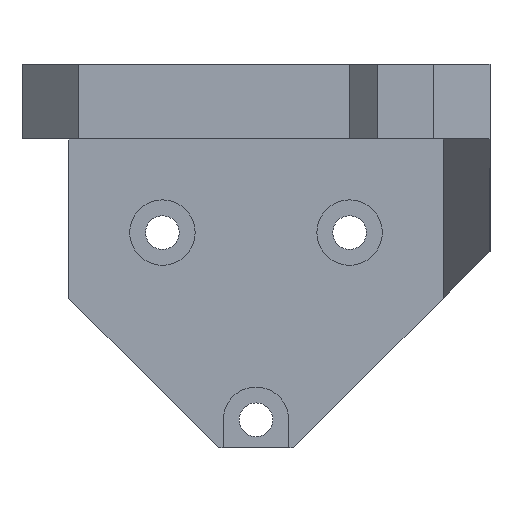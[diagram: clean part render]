
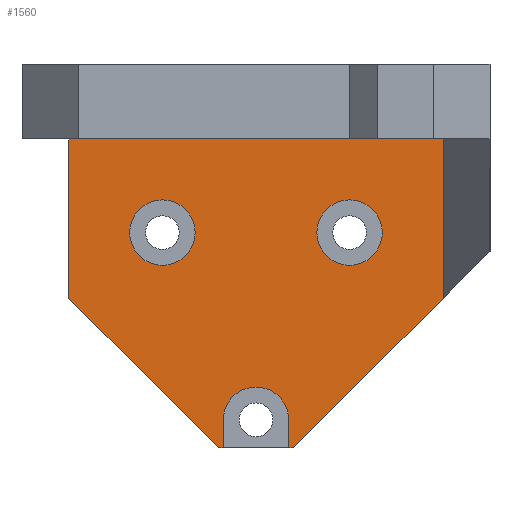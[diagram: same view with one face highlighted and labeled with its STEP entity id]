
A CAD part, front view. The second image highlights one B-rep face of the part: STEP entity #1560.
In plain terms, the highlighted planar face has unit normal (0, -1, 0).
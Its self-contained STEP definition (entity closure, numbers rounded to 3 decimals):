
#3 = VERTEX_POINT ( 'NONE', #1421 ) ;
#9 = EDGE_CURVE ( 'NONE', #3, #473, #1485, .T. ) ;
#14 = EDGE_CURVE ( 'NONE', #924, #23, #1493, .T. ) ;
#23 = VERTEX_POINT ( 'NONE', #1392 ) ;
#44 = ORIENTED_EDGE ( 'NONE', *, *, #14, .T. ) ;
#45 = VERTEX_POINT ( 'NONE', #1347 ) ;
#74 = EDGE_CURVE ( 'NONE', #156, #23, #1453, .T. ) ;
#94 = ORIENTED_EDGE ( 'NONE', *, *, #799, .F. ) ;
#126 = ORIENTED_EDGE ( 'NONE', *, *, #1625, .F. ) ;
#133 = AXIS2_PLACEMENT_3D ( 'NONE', #271, #686, #1577 ) ;
#140 = CARTESIAN_POINT ( 'NONE',  ( -3.5, -8., -33. ) ) ;
#141 = CARTESIAN_POINT ( 'NONE',  ( 3.75, -8., -33. ) ) ;
#151 = CARTESIAN_POINT ( 'NONE',  ( 12., -8., -25. ) ) ;
#156 = VERTEX_POINT ( 'NONE', #1180 ) ;
#163 = VERTEX_POINT ( 'NONE', #1063 ) ;
#185 = DIRECTION ( 'NONE',  ( -1., 0., 0. ) ) ;
#188 = DIRECTION ( 'NONE',  ( 0., 0., -1. ) ) ;
#193 = DIRECTION ( 'NONE',  ( 0., 1., 0. ) ) ;
#205 = ORIENTED_EDGE ( 'NONE', *, *, #74, .F. ) ;
#207 = DIRECTION ( 'NONE',  ( 0., 1., 0. ) ) ;
#211 = EDGE_CURVE ( 'NONE', #163, #1589, #1367, .T. ) ;
#212 = CARTESIAN_POINT ( 'NONE',  ( -10., -8., -10. ) ) ;
#227 = CARTESIAN_POINT ( 'NONE',  ( 20., -8., -17. ) ) ;
#245 = DIRECTION ( 'NONE',  ( 0., 0., 1. ) ) ;
#248 = DIRECTION ( 'NONE',  ( 0., -1., 0. ) ) ;
#249 = CARTESIAN_POINT ( 'NONE',  ( 0., -8., -30. ) ) ;
#271 = CARTESIAN_POINT ( 'NONE',  ( 0., -8., 0. ) ) ;
#310 = CARTESIAN_POINT ( 'NONE',  ( -12., -8., -25. ) ) ;
#335 = AXIS2_PLACEMENT_3D ( 'NONE', #249, #248, #245 ) ;
#339 = VECTOR ( 'NONE', #1297, 1000. ) ;
#341 = LINE ( 'NONE', #141, #339 ) ;
#349 = EDGE_LOOP ( 'NONE', ( #94, #1372, #1301, #1503, #1134, #1340, #632, #504, #126, #44, #205 ) ) ;
#358 = VECTOR ( 'NONE', #185, 1000. ) ;
#370 = ORIENTED_EDGE ( 'NONE', *, *, #211, .T. ) ;
#380 = DIRECTION ( 'NONE',  ( 0., 0., 1. ) ) ;
#388 = LINE ( 'NONE', #1303, #358 ) ;
#413 = FACE_BOUND ( 'NONE', #1023, .T. ) ;
#416 = CARTESIAN_POINT ( 'NONE',  ( -20., -8., -8.5 ) ) ;
#433 = FACE_BOUND ( 'NONE', #853, .T. ) ;
#434 = FACE_OUTER_BOUND ( 'NONE', #349, .T. ) ;
#459 = LINE ( 'NONE', #867, #463 ) ;
#462 = CARTESIAN_POINT ( 'NONE',  ( -20., -8., 0. ) ) ;
#463 = VECTOR ( 'NONE', #926, 1000. ) ;
#471 = ORIENTED_EDGE ( 'NONE', *, *, #1294, .T. ) ;
#473 = VERTEX_POINT ( 'NONE', #664 ) ;
#504 = ORIENTED_EDGE ( 'NONE', *, *, #1079, .F. ) ;
#540 = VERTEX_POINT ( 'NONE', #635 ) ;
#560 = VERTEX_POINT ( 'NONE', #576 ) ;
#576 = CARTESIAN_POINT ( 'NONE',  ( -4., -8., -33. ) ) ;
#621 = VECTOR ( 'NONE', #740, 1000. ) ;
#632 = ORIENTED_EDGE ( 'NONE', *, *, #673, .F. ) ;
#635 = CARTESIAN_POINT ( 'NONE',  ( -10., -8., -13.5 ) ) ;
#639 = LINE ( 'NONE', #151, #621 ) ;
#659 = DIRECTION ( 'NONE',  ( -0.707, 0., 0.707 ) ) ;
#664 = CARTESIAN_POINT ( 'NONE',  ( 3.5, -8., -33. ) ) ;
#673 = EDGE_CURVE ( 'NONE', #45, #1210, #1120, .T. ) ;
#677 = CIRCLE ( 'NONE', #1280, 3.5 ) ;
#680 = CARTESIAN_POINT ( 'NONE',  ( 20., -8., 0. ) ) ;
#681 = VECTOR ( 'NONE', #814, 1000. ) ;
#686 = DIRECTION ( 'NONE',  ( 0., 1., 0. ) ) ;
#693 = LINE ( 'NONE', #897, #681 ) ;
#696 = CIRCLE ( 'NONE', #1437, 3.5 ) ;
#710 = DIRECTION ( 'NONE',  ( 0., 1., 0. ) ) ;
#740 = DIRECTION ( 'NONE',  ( -0.707, 0., -0.707 ) ) ;
#751 = CARTESIAN_POINT ( 'NONE',  ( 4., -8., -33. ) ) ;
#778 = CIRCLE ( 'NONE', #1562, 3.5 ) ;
#799 = EDGE_CURVE ( 'NONE', #3, #156, #1046, .T. ) ;
#814 = DIRECTION ( 'NONE',  ( 1., 0., 0. ) ) ;
#833 = DIRECTION ( 'NONE',  ( 0., 0., -1. ) ) ;
#846 = VECTOR ( 'NONE', #659, 1000. ) ;
#853 = EDGE_LOOP ( 'NONE', ( #471, #1547 ) ) ;
#866 = LINE ( 'NONE', #310, #846 ) ;
#867 = CARTESIAN_POINT ( 'NONE',  ( 20., -8., -8.5 ) ) ;
#897 = CARTESIAN_POINT ( 'NONE',  ( 0., -8., 0. ) ) ;
#907 = AXIS2_PLACEMENT_3D ( 'NONE', #998, #996, #994 ) ;
#924 = VERTEX_POINT ( 'NONE', #140 ) ;
#926 = DIRECTION ( 'NONE',  ( 0., 0., -1. ) ) ;
#994 = DIRECTION ( 'NONE',  ( 0., 0., -1. ) ) ;
#996 = DIRECTION ( 'NONE',  ( 0., 1., 0. ) ) ;
#998 = CARTESIAN_POINT ( 'NONE',  ( 10., -8., -10. ) ) ;
#1023 = EDGE_LOOP ( 'NONE', ( #370, #1279 ) ) ;
#1046 = CIRCLE ( 'NONE', #335, 3.5 ) ;
#1063 = CARTESIAN_POINT ( 'NONE',  ( 10., -8., -13.5 ) ) ;
#1064 = CARTESIAN_POINT ( 'NONE',  ( 10., -8., -10. ) ) ;
#1079 = EDGE_CURVE ( 'NONE', #560, #45, #866, .T. ) ;
#1112 = VERTEX_POINT ( 'NONE', #1579 ) ;
#1120 = LINE ( 'NONE', #416, #1123 ) ;
#1123 = VECTOR ( 'NONE', #380, 1000. ) ;
#1134 = ORIENTED_EDGE ( 'NONE', *, *, #1487, .F. ) ;
#1180 = CARTESIAN_POINT ( 'NONE',  ( 0., -8., -26.5 ) ) ;
#1189 = AXIS2_PLACEMENT_3D ( 'NONE', #1231, #1217, #1215 ) ;
#1192 = CARTESIAN_POINT ( 'NONE',  ( 10., -8., -6.5 ) ) ;
#1210 = VERTEX_POINT ( 'NONE', #462 ) ;
#1215 = DIRECTION ( 'NONE',  ( 0., 0., 1. ) ) ;
#1217 = DIRECTION ( 'NONE',  ( 0., -1., 0. ) ) ;
#1218 = EDGE_CURVE ( 'NONE', #1112, #540, #778, .T. ) ;
#1231 = CARTESIAN_POINT ( 'NONE',  ( 0., -8., -30. ) ) ;
#1264 = PLANE ( 'NONE',  #133 ) ;
#1278 = VERTEX_POINT ( 'NONE', #680 ) ;
#1279 = ORIENTED_EDGE ( 'NONE', *, *, #1302, .T. ) ;
#1280 = AXIS2_PLACEMENT_3D ( 'NONE', #1454, #207, #833 ) ;
#1288 = EDGE_CURVE ( 'NONE', #1210, #1278, #693, .T. ) ;
#1292 = VERTEX_POINT ( 'NONE', #751 ) ;
#1294 = EDGE_CURVE ( 'NONE', #540, #1112, #677, .T. ) ;
#1297 = DIRECTION ( 'NONE',  ( -1., 0., 0. ) ) ;
#1301 = ORIENTED_EDGE ( 'NONE', *, *, #1627, .F. ) ;
#1302 = EDGE_CURVE ( 'NONE', #1589, #163, #696, .T. ) ;
#1303 = CARTESIAN_POINT ( 'NONE',  ( -3.75, -8., -33. ) ) ;
#1340 = ORIENTED_EDGE ( 'NONE', *, *, #1288, .F. ) ;
#1341 = EDGE_CURVE ( 'NONE', #1374, #1292, #639, .T. ) ;
#1347 = CARTESIAN_POINT ( 'NONE',  ( -20., -8., -17. ) ) ;
#1367 = CIRCLE ( 'NONE', #907, 3.5 ) ;
#1372 = ORIENTED_EDGE ( 'NONE', *, *, #9, .T. ) ;
#1374 = VERTEX_POINT ( 'NONE', #227 ) ;
#1392 = CARTESIAN_POINT ( 'NONE',  ( -3.5, -8., -30. ) ) ;
#1402 = CARTESIAN_POINT ( 'NONE',  ( -3.5, -8., -31.5 ) ) ;
#1404 = DIRECTION ( 'NONE',  ( 0., 0., -1. ) ) ;
#1421 = CARTESIAN_POINT ( 'NONE',  ( 3.5, -8., -30. ) ) ;
#1434 = CARTESIAN_POINT ( 'NONE',  ( 3.5, -8., -31.5 ) ) ;
#1437 = AXIS2_PLACEMENT_3D ( 'NONE', #1064, #710, #1559 ) ;
#1453 = CIRCLE ( 'NONE', #1189, 3.5 ) ;
#1454 = CARTESIAN_POINT ( 'NONE',  ( -10., -8., -10. ) ) ;
#1477 = VECTOR ( 'NONE', #1404, 1000. ) ;
#1479 = DIRECTION ( 'NONE',  ( 0., 0., 1. ) ) ;
#1485 = LINE ( 'NONE', #1434, #1477 ) ;
#1487 = EDGE_CURVE ( 'NONE', #1278, #1374, #459, .T. ) ;
#1488 = VECTOR ( 'NONE', #1479, 1000. ) ;
#1493 = LINE ( 'NONE', #1402, #1488 ) ;
#1503 = ORIENTED_EDGE ( 'NONE', *, *, #1341, .F. ) ;
#1547 = ORIENTED_EDGE ( 'NONE', *, *, #1218, .T. ) ;
#1559 = DIRECTION ( 'NONE',  ( 0., 0., -1. ) ) ;
#1560 = ADVANCED_FACE ( 'NONE', ( #434, #413, #433 ), #1264, .F. ) ;
#1562 = AXIS2_PLACEMENT_3D ( 'NONE', #212, #193, #188 ) ;
#1577 = DIRECTION ( 'NONE',  ( 0., 0., 1. ) ) ;
#1579 = CARTESIAN_POINT ( 'NONE',  ( -10., -8., -6.5 ) ) ;
#1589 = VERTEX_POINT ( 'NONE', #1192 ) ;
#1625 = EDGE_CURVE ( 'NONE', #924, #560, #388, .T. ) ;
#1627 = EDGE_CURVE ( 'NONE', #1292, #473, #341, .T. ) ;
